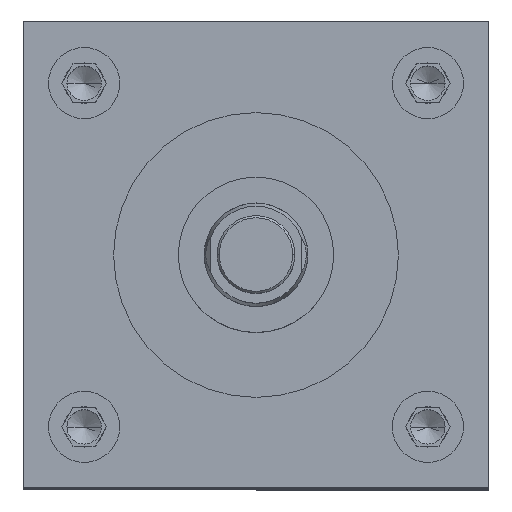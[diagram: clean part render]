
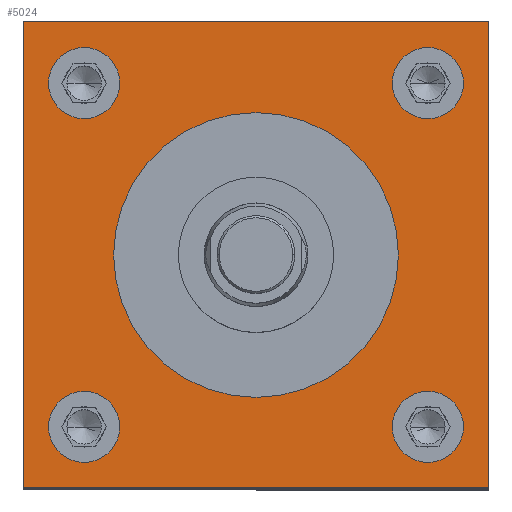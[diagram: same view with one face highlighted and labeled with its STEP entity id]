
A CAD part, top view. The second image highlights one B-rep face of the part: STEP entity #5024.
In plain terms, the highlighted planar face has unit normal (0, 0, 1).
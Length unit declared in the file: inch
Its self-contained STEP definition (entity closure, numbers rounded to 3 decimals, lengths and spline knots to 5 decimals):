
#113 = DIRECTION ( 'NONE',  ( 1., 0., 0. ) ) ;
#140 = AXIS2_PLACEMENT_3D ( 'NONE', #947, #4817, #3338 ) ;
#151 = EDGE_CURVE ( 'NONE', #301, #515, #3721, .T. ) ;
#201 = DIRECTION ( 'NONE',  ( 0., -1., 0. ) ) ;
#232 = AXIS2_PLACEMENT_3D ( 'NONE', #5332, #2500, #4412 ) ;
#236 = CARTESIAN_POINT ( 'NONE',  ( -1.3165, -1.66, 11.25 ) ) ;
#238 = CARTESIAN_POINT ( 'NONE',  ( 2.25, -2.25, 11.25 ) ) ;
#277 = CARTESIAN_POINT ( 'NONE',  ( -1.66, 1.66, 11.25 ) ) ;
#281 = ORIENTED_EDGE ( 'NONE', *, *, #1186, .F. ) ;
#301 = VERTEX_POINT ( 'NONE', #6194 ) ;
#343 = FACE_BOUND ( 'NONE', #2625, .T. ) ;
#365 = CARTESIAN_POINT ( 'NONE',  ( 0., 0., 11.25 ) ) ;
#376 = FACE_BOUND ( 'NONE', #5318, .T. ) ;
#386 = CIRCLE ( 'NONE', #2205, 0.3435 ) ;
#397 = EDGE_CURVE ( 'NONE', #1652, #1262, #5433, .T. ) ;
#468 = VERTEX_POINT ( 'NONE', #3603 ) ;
#515 = VERTEX_POINT ( 'NONE', #4159 ) ;
#597 = DIRECTION ( 'NONE',  ( 0., 0., 1. ) ) ;
#702 = DIRECTION ( 'NONE',  ( 0., 0., 1. ) ) ;
#726 = EDGE_CURVE ( 'NONE', #1262, #1652, #792, .T. ) ;
#745 = EDGE_CURVE ( 'NONE', #889, #3249, #5622, .T. ) ;
#748 = DIRECTION ( 'NONE',  ( 1., 0., 0. ) ) ;
#786 = DIRECTION ( 'NONE',  ( 1., 0., 0. ) ) ;
#790 = CARTESIAN_POINT ( 'NONE',  ( 1.3165, 1.66, 11.25 ) ) ;
#792 = CIRCLE ( 'NONE', #5117, 0.3435 ) ;
#815 = DIRECTION ( 'NONE',  ( 0., 0., 1. ) ) ;
#840 = CIRCLE ( 'NONE', #232, 1.375 ) ;
#889 = VERTEX_POINT ( 'NONE', #790 ) ;
#918 = FACE_OUTER_BOUND ( 'NONE', #3374, .T. ) ;
#940 = VERTEX_POINT ( 'NONE', #3833 ) ;
#947 = CARTESIAN_POINT ( 'NONE',  ( -2.25, 2.25, 11.25 ) ) ;
#965 = CIRCLE ( 'NONE', #4487, 1.375 ) ;
#985 = CIRCLE ( 'NONE', #2893, 0.3435 ) ;
#1013 = ORIENTED_EDGE ( 'NONE', *, *, #1818, .F. ) ;
#1119 = CARTESIAN_POINT ( 'NONE',  ( 1.66, 1.66, 11.25 ) ) ;
#1186 = EDGE_CURVE ( 'NONE', #3990, #2598, #965, .T. ) ;
#1230 = DIRECTION ( 'NONE',  ( 1., 0., 0. ) ) ;
#1253 = CARTESIAN_POINT ( 'NONE',  ( -1.375, 0., 11.25 ) ) ;
#1262 = VERTEX_POINT ( 'NONE', #5549 ) ;
#1356 = ORIENTED_EDGE ( 'NONE', *, *, #4354, .T. ) ;
#1391 = EDGE_LOOP ( 'NONE', ( #6169, #1013 ) ) ;
#1406 = AXIS2_PLACEMENT_3D ( 'NONE', #4072, #2101, #4491 ) ;
#1482 = ORIENTED_EDGE ( 'NONE', *, *, #397, .F. ) ;
#1486 = EDGE_CURVE ( 'NONE', #468, #3938, #5094, .T. ) ;
#1642 = DIRECTION ( 'NONE',  ( 0., 0., 1. ) ) ;
#1652 = VERTEX_POINT ( 'NONE', #236 ) ;
#1667 = DIRECTION ( 'NONE',  ( 0., 0., 1. ) ) ;
#1668 = CIRCLE ( 'NONE', #4266, 0.3435 ) ;
#1709 = DIRECTION ( 'NONE',  ( 0., 0., 1. ) ) ;
#1772 = ORIENTED_EDGE ( 'NONE', *, *, #1486, .F. ) ;
#1818 = EDGE_CURVE ( 'NONE', #2290, #2908, #3581, .T. ) ;
#1885 = LINE ( 'NONE', #3795, #6119 ) ;
#1928 = VECTOR ( 'NONE', #3261, 39.37008 ) ;
#2060 = CARTESIAN_POINT ( 'NONE',  ( -2.25, -2.25, 11.25 ) ) ;
#2074 = ORIENTED_EDGE ( 'NONE', *, *, #3732, .T. ) ;
#2101 = DIRECTION ( 'NONE',  ( 0., 0., 1. ) ) ;
#2125 = EDGE_LOOP ( 'NONE', ( #5350, #281 ) ) ;
#2135 = DIRECTION ( 'NONE',  ( 0., 1., 0. ) ) ;
#2205 = AXIS2_PLACEMENT_3D ( 'NONE', #277, #1642, #1230 ) ;
#2290 = VERTEX_POINT ( 'NONE', #5360 ) ;
#2305 = FACE_BOUND ( 'NONE', #5088, .T. ) ;
#2443 = CARTESIAN_POINT ( 'NONE',  ( -1.3165, 1.66, 11.25 ) ) ;
#2500 = DIRECTION ( 'NONE',  ( 0., 0., 1. ) ) ;
#2527 = DIRECTION ( 'NONE',  ( 1., 0., 0. ) ) ;
#2544 = CARTESIAN_POINT ( 'NONE',  ( 1.66, -1.66, 11.25 ) ) ;
#2598 = VERTEX_POINT ( 'NONE', #3452 ) ;
#2616 = LINE ( 'NONE', #238, #5017 ) ;
#2625 = EDGE_LOOP ( 'NONE', ( #1772, #5777 ) ) ;
#2637 = EDGE_CURVE ( 'NONE', #2908, #2290, #386, .T. ) ;
#2777 = DIRECTION ( 'NONE',  ( 0., 0., 1. ) ) ;
#2893 = AXIS2_PLACEMENT_3D ( 'NONE', #1119, #702, #3564 ) ;
#2908 = VERTEX_POINT ( 'NONE', #2443 ) ;
#3001 = VECTOR ( 'NONE', #201, 39.37008 ) ;
#3054 = VERTEX_POINT ( 'NONE', #3634 ) ;
#3136 = ORIENTED_EDGE ( 'NONE', *, *, #745, .F. ) ;
#3240 = CARTESIAN_POINT ( 'NONE',  ( 1.66, 1.66, 11.25 ) ) ;
#3249 = VERTEX_POINT ( 'NONE', #3412 ) ;
#3261 = DIRECTION ( 'NONE',  ( 1., 0., 0. ) ) ;
#3338 = DIRECTION ( 'NONE',  ( -1., 0., 0. ) ) ;
#3374 = EDGE_LOOP ( 'NONE', ( #1356, #3573, #4520, #2074 ) ) ;
#3396 = EDGE_CURVE ( 'NONE', #3249, #889, #985, .T. ) ;
#3412 = CARTESIAN_POINT ( 'NONE',  ( 2.0035, 1.66, 11.25 ) ) ;
#3452 = CARTESIAN_POINT ( 'NONE',  ( 1.375, 0., 11.25 ) ) ;
#3564 = DIRECTION ( 'NONE',  ( 1., 0., 0. ) ) ;
#3573 = ORIENTED_EDGE ( 'NONE', *, *, #151, .T. ) ;
#3581 = CIRCLE ( 'NONE', #3977, 0.3435 ) ;
#3603 = CARTESIAN_POINT ( 'NONE',  ( 2.0035, -1.66, 11.25 ) ) ;
#3634 = CARTESIAN_POINT ( 'NONE',  ( -2.25, 2.25, 11.25 ) ) ;
#3721 = LINE ( 'NONE', #5659, #1928 ) ;
#3732 = EDGE_CURVE ( 'NONE', #940, #3054, #1885, .T. ) ;
#3761 = DIRECTION ( 'NONE',  ( 1., 0., 0. ) ) ;
#3795 = CARTESIAN_POINT ( 'NONE',  ( -2.25, 2.25, 11.25 ) ) ;
#3833 = CARTESIAN_POINT ( 'NONE',  ( 2.25, 2.25, 11.25 ) ) ;
#3938 = VERTEX_POINT ( 'NONE', #5923 ) ;
#3977 = AXIS2_PLACEMENT_3D ( 'NONE', #5391, #597, #2527 ) ;
#3990 = VERTEX_POINT ( 'NONE', #1253 ) ;
#4015 = EDGE_CURVE ( 'NONE', #515, #940, #2616, .T. ) ;
#4072 = CARTESIAN_POINT ( 'NONE',  ( -1.66, -1.66, 11.25 ) ) ;
#4159 = CARTESIAN_POINT ( 'NONE',  ( 2.25, -2.25, 11.25 ) ) ;
#4218 = FACE_BOUND ( 'NONE', #1391, .T. ) ;
#4266 = AXIS2_PLACEMENT_3D ( 'NONE', #5638, #815, #786 ) ;
#4273 = DIRECTION ( 'NONE',  ( 0., 0., 1. ) ) ;
#4354 = EDGE_CURVE ( 'NONE', #3054, #301, #5438, .T. ) ;
#4412 = DIRECTION ( 'NONE',  ( 1., 0., 0. ) ) ;
#4487 = AXIS2_PLACEMENT_3D ( 'NONE', #365, #1709, #748 ) ;
#4491 = DIRECTION ( 'NONE',  ( 1., 0., 0. ) ) ;
#4520 = ORIENTED_EDGE ( 'NONE', *, *, #4015, .T. ) ;
#4721 = DIRECTION ( 'NONE',  ( 1., 0., 0. ) ) ;
#4725 = EDGE_CURVE ( 'NONE', #2598, #3990, #840, .T. ) ;
#4805 = DIRECTION ( 'NONE',  ( -1., 0., 0. ) ) ;
#4817 = DIRECTION ( 'NONE',  ( 0., 0., -1. ) ) ;
#4882 = ORIENTED_EDGE ( 'NONE', *, *, #3396, .F. ) ;
#5017 = VECTOR ( 'NONE', #2135, 39.37008 ) ;
#5024 = ADVANCED_FACE ( 'NONE', ( #343, #376, #2305, #4218, #5328, #918 ), #5353, .F. ) ;
#5088 = EDGE_LOOP ( 'NONE', ( #1482, #5324 ) ) ;
#5094 = CIRCLE ( 'NONE', #5297, 0.3435 ) ;
#5117 = AXIS2_PLACEMENT_3D ( 'NONE', #6168, #4273, #3761 ) ;
#5297 = AXIS2_PLACEMENT_3D ( 'NONE', #2544, #1667, #113 ) ;
#5318 = EDGE_LOOP ( 'NONE', ( #4882, #3136 ) ) ;
#5324 = ORIENTED_EDGE ( 'NONE', *, *, #726, .F. ) ;
#5328 = FACE_BOUND ( 'NONE', #2125, .T. ) ;
#5332 = CARTESIAN_POINT ( 'NONE',  ( 0., 0., 11.25 ) ) ;
#5350 = ORIENTED_EDGE ( 'NONE', *, *, #4725, .F. ) ;
#5353 = PLANE ( 'NONE',  #140 ) ;
#5360 = CARTESIAN_POINT ( 'NONE',  ( -2.0035, 1.66, 11.25 ) ) ;
#5366 = EDGE_CURVE ( 'NONE', #3938, #468, #1668, .T. ) ;
#5391 = CARTESIAN_POINT ( 'NONE',  ( -1.66, 1.66, 11.25 ) ) ;
#5433 = CIRCLE ( 'NONE', #1406, 0.3435 ) ;
#5438 = LINE ( 'NONE', #2060, #3001 ) ;
#5549 = CARTESIAN_POINT ( 'NONE',  ( -2.0035, -1.66, 11.25 ) ) ;
#5622 = CIRCLE ( 'NONE', #5934, 0.3435 ) ;
#5638 = CARTESIAN_POINT ( 'NONE',  ( 1.66, -1.66, 11.25 ) ) ;
#5659 = CARTESIAN_POINT ( 'NONE',  ( -2.25, -2.25, 11.25 ) ) ;
#5777 = ORIENTED_EDGE ( 'NONE', *, *, #5366, .F. ) ;
#5923 = CARTESIAN_POINT ( 'NONE',  ( 1.3165, -1.66, 11.25 ) ) ;
#5934 = AXIS2_PLACEMENT_3D ( 'NONE', #3240, #2777, #4721 ) ;
#6119 = VECTOR ( 'NONE', #4805, 39.37008 ) ;
#6168 = CARTESIAN_POINT ( 'NONE',  ( -1.66, -1.66, 11.25 ) ) ;
#6169 = ORIENTED_EDGE ( 'NONE', *, *, #2637, .F. ) ;
#6194 = CARTESIAN_POINT ( 'NONE',  ( -2.25, -2.25, 11.25 ) ) ;
